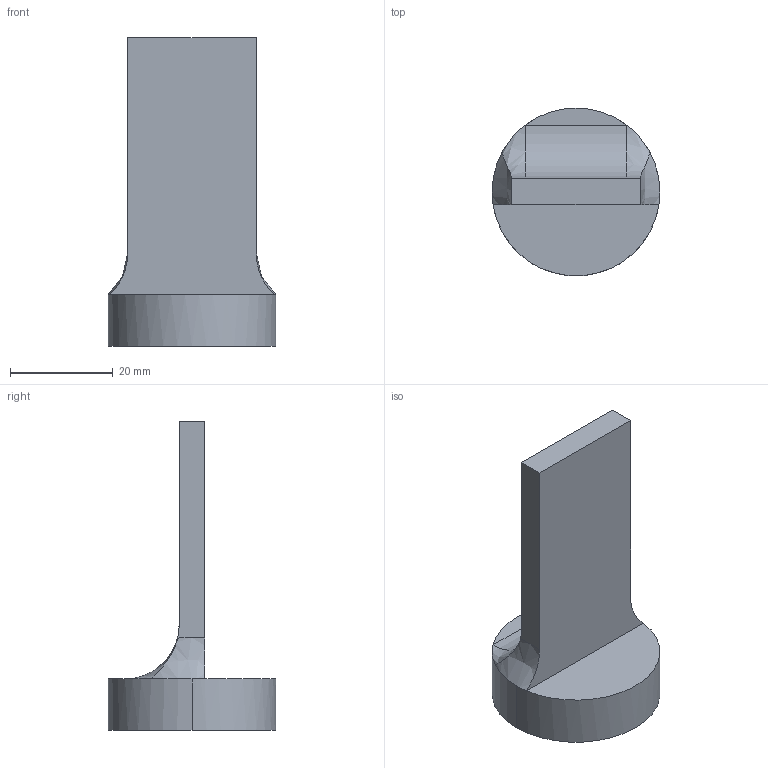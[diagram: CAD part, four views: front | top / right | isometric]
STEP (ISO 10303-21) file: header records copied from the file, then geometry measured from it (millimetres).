
FILE_DESCRIPTION (( 'STEP AP214' ), '1' );
FILE_NAME ('Common Reciever.STEP', '2024-09-15T06:24:13', ( '' ), ( '' ), 'SwSTEP 2.0', 'SolidWorks 2024', '' );
FILE_SCHEMA (( 'AUTOMOTIVE_DESIGN' ));
Length unit declared in the file: millimetre
Products named in the file (1): Common Reciever
Bounding box: 32.6 x 32.6 x 60 mm (x, y, z)
Volume: 12520.2 mm3; surface area: 6078.1 mm2
Topology: 1 solids, 1 shells, 20 faces, 45 edges, 28 vertices
Faces by surface type: plane 9, cylinder 5, bspline 4, cone 2
Entity records: 892 total; most frequent: CARTESIAN_POINT 440, ORIENTED_EDGE 90, DIRECTION 87, EDGE_CURVE 45, AXIS2_PLACEMENT_3D 35, VERTEX_POINT 28, EDGE_LOOP 21, ADVANCED_FACE 20
